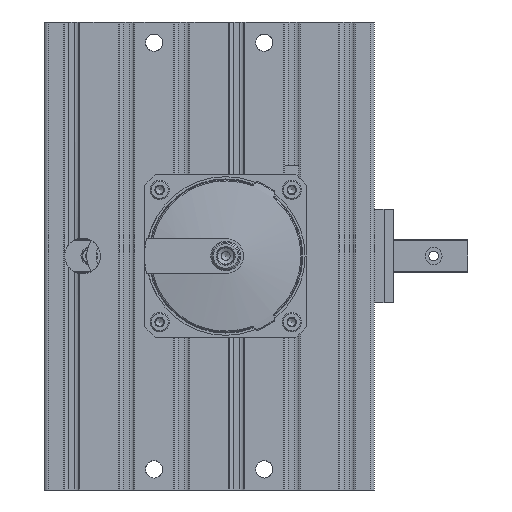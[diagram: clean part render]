
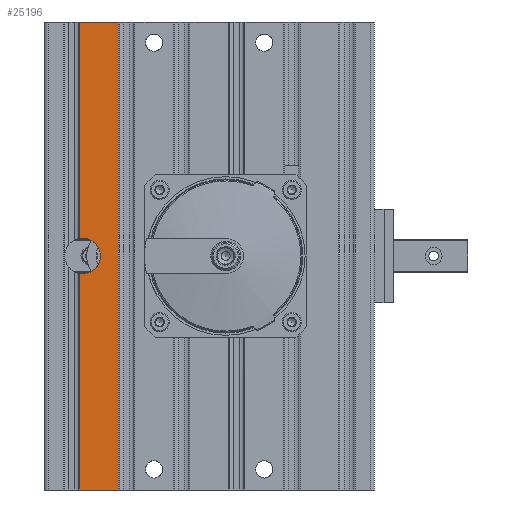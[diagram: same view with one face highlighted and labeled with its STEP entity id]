
A CAD part, left-side view. The second image highlights one B-rep face of the part: STEP entity #25196.
In plain terms, the highlighted planar face has unit normal (-1, 0, 0).
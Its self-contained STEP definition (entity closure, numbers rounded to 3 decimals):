
#1597=LINE('',#38232,#3632);
#1598=LINE('',#38239,#3633);
#1793=LINE('',#39296,#3828);
#1794=LINE('',#39298,#3829);
#1795=LINE('',#39300,#3830);
#3632=VECTOR('',#30202,1000.);
#3633=VECTOR('',#30205,1000.);
#3828=VECTOR('',#30836,1000.);
#3829=VECTOR('',#30837,1000.);
#3830=VECTOR('',#30838,1000.);
#6221=ORIENTED_EDGE('',*,*,#13279,.F.);
#6222=ORIENTED_EDGE('',*,*,#12913,.T.);
#6223=ORIENTED_EDGE('',*,*,#13280,.T.);
#6224=ORIENTED_EDGE('',*,*,#13281,.F.);
#6225=ORIENTED_EDGE('',*,*,#13282,.F.);
#6226=ORIENTED_EDGE('',*,*,#12915,.T.);
#12913=EDGE_CURVE('',#16479,#16480,#1597,.T.);
#12915=EDGE_CURVE('',#16482,#16481,#1598,.T.);
#13279=EDGE_CURVE('',#16479,#16481,#18978,.F.);
#13280=EDGE_CURVE('',#16480,#16753,#1793,.T.);
#13281=EDGE_CURVE('',#16754,#16753,#1794,.T.);
#13282=EDGE_CURVE('',#16482,#16754,#1795,.T.);
#16479=VERTEX_POINT('',#38229);
#16480=VERTEX_POINT('',#38231);
#16481=VERTEX_POINT('',#38238);
#16482=VERTEX_POINT('',#38240);
#16753=VERTEX_POINT('',#39297);
#16754=VERTEX_POINT('',#39299);
#18978=CIRCLE('',#27402,6.5);
#20189=EDGE_LOOP('',(#6221,#6222,#6223,#6224,#6225,#6226));
#22289=FACE_BOUND('',#20189,.T.);
#24313=PLANE('',#27401);
#25196=ADVANCED_FACE('',(#22289),#24313,.F.);
#27401=AXIS2_PLACEMENT_3D('',#39294,#30832,#30833);
#27402=AXIS2_PLACEMENT_3D('',#39295,#30834,#30835);
#30202=DIRECTION('',(0.,0.,-1.));
#30205=DIRECTION('',(0.,0.,-1.));
#30832=DIRECTION('',(1.,0.,0.));
#30833=DIRECTION('',(0.,1.,0.));
#30834=DIRECTION('',(1.,0.,0.));
#30835=DIRECTION('',(0.,1.,0.));
#30836=DIRECTION('',(0.,-1.,0.));
#30837=DIRECTION('',(0.,0.,-1.));
#30838=DIRECTION('',(0.,-1.,0.));
#38229=CARTESIAN_POINT('',(0.,47.,-6.423));
#38231=CARTESIAN_POINT('',(0.,47.,-85.));
#38232=CARTESIAN_POINT('',(0.,47.,85.));
#38238=CARTESIAN_POINT('',(0.,47.,6.423));
#38239=CARTESIAN_POINT('',(0.,47.,85.));
#38240=CARTESIAN_POINT('',(0.,47.,85.));
#39294=CARTESIAN_POINT('',(0.,47.,85.));
#39295=CARTESIAN_POINT('',(0.,46.,0.));
#39296=CARTESIAN_POINT('',(0.,47.,-85.));
#39297=CARTESIAN_POINT('',(0.,33.,-85.));
#39298=CARTESIAN_POINT('',(0.,33.,85.));
#39299=CARTESIAN_POINT('',(0.,33.,85.));
#39300=CARTESIAN_POINT('',(0.,47.,85.));
